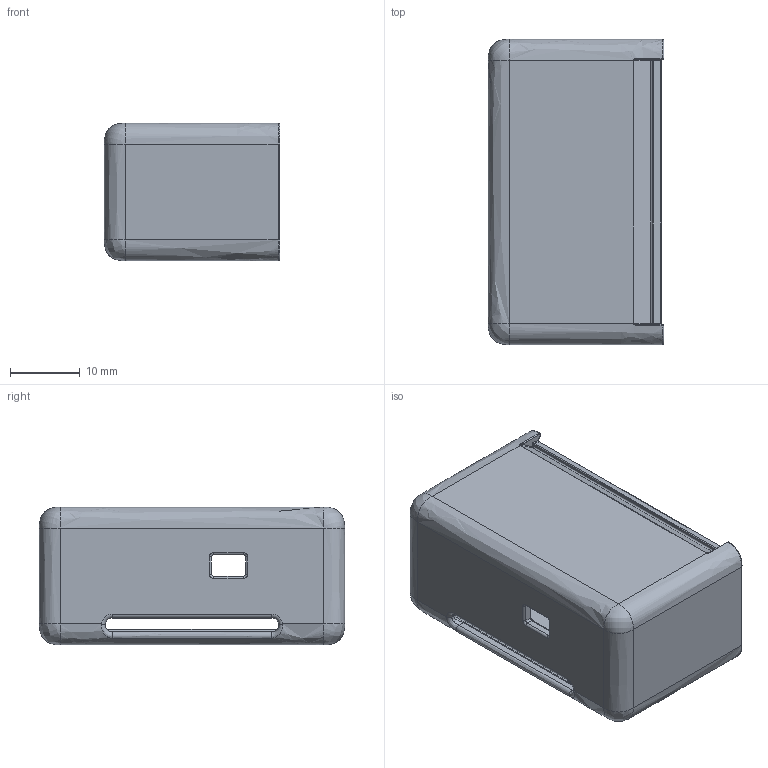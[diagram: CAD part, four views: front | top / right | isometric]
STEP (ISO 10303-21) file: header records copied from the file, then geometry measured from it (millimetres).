
FILE_DESCRIPTION(/* description */ ('STEP AP242','CAx-IF Rec.Pracs.---Representation and Presentation of Product Manufacturing Information (PMI)---4.0---2014-10-13','CAx-IF Rec.Pracs.---3D Tessellated Geometry---0.4---2014-09-14','2;1'),/* implementation_level */ '2;1');
FILE_NAME(/* name */ '668cf3bc76a39c50411018de',/* time_stamp */ '2024-07-09T08:24:29Z',/* author */ (''),/* organization */ (''),/* preprocessor_version */ 'ST-DEVELOPER v20',/* originating_system */ ' ',/* authorisation */ ' ');
FILE_SCHEMA (('AP242_MANAGED_MODEL_BASED_3D_ENGINEERING_MIM_LF { 1 0 10303 442 1 1 4 }'));
Length unit declared in the file: metre
Products named in the file (1): BASE
Bounding box: 25.22 x 43.85 x 19.77 mm (x, y, z)
Volume: 5154.8 mm3; surface area: 7219 mm2
Topology: 1 solids, 1 shells, 347 faces, 810 edges, 450 vertices
Faces by surface type: cylinder 129, bspline 106, plane 57, torus 47, sphere 8
Entity records: 12051 total; most frequent: CARTESIAN_POINT 4813, ORIENTED_EDGE 1592, DIRECTION 1429, EDGE_CURVE 796, AXIS2_PLACEMENT_3D 584, VERTEX_POINT 450, EDGE_LOOP 350, FACE_BOUND 350
